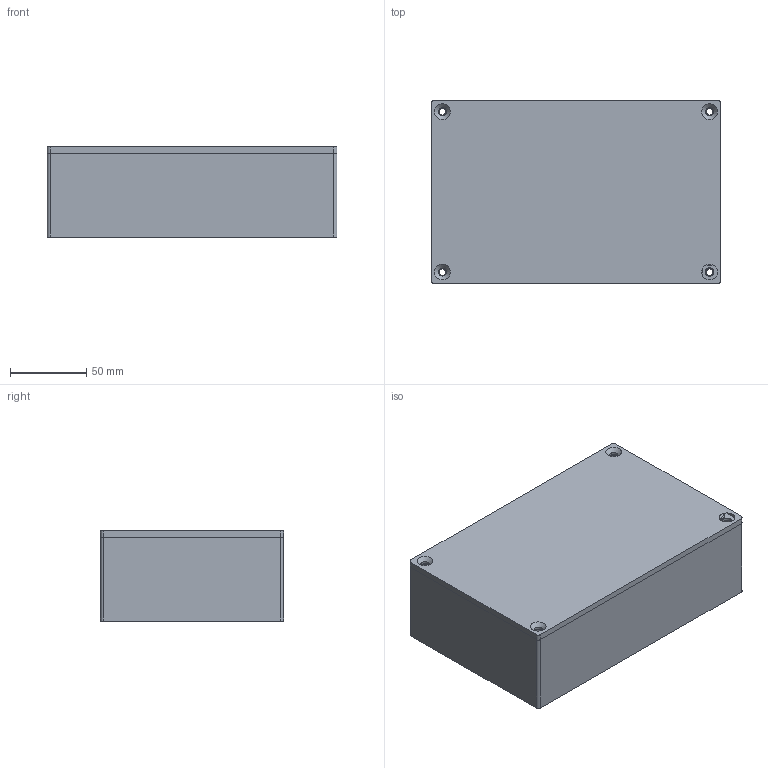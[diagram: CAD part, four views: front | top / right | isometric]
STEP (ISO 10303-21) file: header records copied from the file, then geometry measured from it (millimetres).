
FILE_DESCRIPTION(/* description */ (''),/* implementation_level */ '2;1');
FILE_NAME(/* name */ 'Battery_box.step',/* time_stamp */ '2018-08-29T18:34:07+02:00',/* author */ ('lauszus'),/* organization */ (''),/* preprocessor_version */ 'ST-DEVELOPER v17.2',/* originating_system */ 'Autodesk Translation Framework v7.6.0.251',/* authorisation */ '');
FILE_SCHEMA (('AUTOMOTIVE_DESIGN { 1 0 10303 214 3 1 1 }'));
Length unit declared in the file: millimetre
Products named in the file (2): Battery_box; lid
Assembly tree (1 placements, depth 2):
  Battery_box
    lid
Bounding box: 190 x 120 x 59 mm (x, y, z)
Volume: 350379.1 mm3; surface area: 159021.3 mm2
Topology: 2 solids, 2 shells, 145 faces, 397 edges, 248 vertices
Faces by surface type: plane 70, cylinder 55, cone 16, torus 4
Full cylindrical faces by diameter (mm): 4.234 x4, 5.5 x4
Entity records: 4609 total; most frequent: DIRECTION 817, CARTESIAN_POINT 785, ORIENTED_EDGE 778, EDGE_CURVE 389, AXIS2_PLACEMENT_3D 280, LINE 257, VECTOR 257, VERTEX_POINT 248
